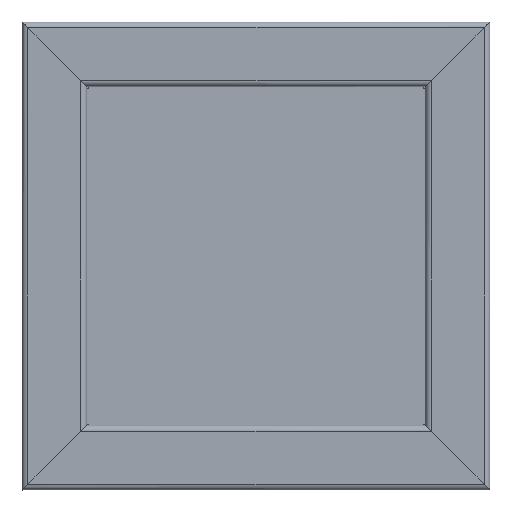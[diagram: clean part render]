
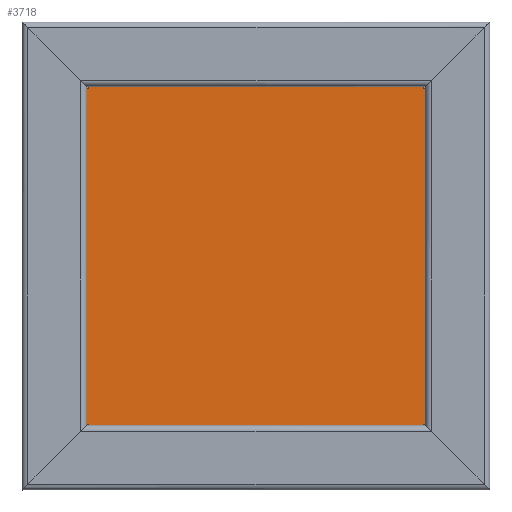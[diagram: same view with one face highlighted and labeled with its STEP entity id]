
A CAD part, top view. The second image highlights one B-rep face of the part: STEP entity #3718.
In plain terms, the highlighted planar face has unit normal (0, 0, 1).
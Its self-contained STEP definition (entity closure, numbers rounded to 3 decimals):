
#98=PLANE('',#3994);
#296=FACE_OUTER_BOUND('',#512,.T.);
#512=EDGE_LOOP('',(#2641,#2642,#2643,#2644,#2645,#2646,#2647,#2648,#2649,
#2650,#2651,#2652));
#778=LINE('',#5409,#1222);
#779=LINE('',#5411,#1223);
#780=LINE('',#5413,#1224);
#781=LINE('',#5415,#1225);
#782=LINE('',#5417,#1226);
#783=LINE('',#5419,#1227);
#784=LINE('',#5421,#1228);
#785=LINE('',#5423,#1229);
#786=LINE('',#5425,#1230);
#787=LINE('',#5427,#1231);
#788=LINE('',#5429,#1232);
#789=LINE('',#5430,#1233);
#1222=VECTOR('',#4422,10.);
#1223=VECTOR('',#4423,10.);
#1224=VECTOR('',#4424,10.);
#1225=VECTOR('',#4425,10.);
#1226=VECTOR('',#4426,10.);
#1227=VECTOR('',#4427,10.);
#1228=VECTOR('',#4428,10.);
#1229=VECTOR('',#4429,10.);
#1230=VECTOR('',#4430,10.);
#1231=VECTOR('',#4431,10.);
#1232=VECTOR('',#4432,10.);
#1233=VECTOR('',#4433,10.);
#1673=VERTEX_POINT('',#5407);
#1674=VERTEX_POINT('',#5408);
#1675=VERTEX_POINT('',#5410);
#1676=VERTEX_POINT('',#5412);
#1677=VERTEX_POINT('',#5414);
#1678=VERTEX_POINT('',#5416);
#1679=VERTEX_POINT('',#5418);
#1680=VERTEX_POINT('',#5420);
#1681=VERTEX_POINT('',#5422);
#1682=VERTEX_POINT('',#5424);
#1683=VERTEX_POINT('',#5426);
#1684=VERTEX_POINT('',#5428);
#2038=EDGE_CURVE('',#1673,#1674,#778,.T.);
#2039=EDGE_CURVE('',#1674,#1675,#779,.T.);
#2040=EDGE_CURVE('',#1675,#1676,#780,.T.);
#2041=EDGE_CURVE('',#1676,#1677,#781,.T.);
#2042=EDGE_CURVE('',#1677,#1678,#782,.T.);
#2043=EDGE_CURVE('',#1678,#1679,#783,.T.);
#2044=EDGE_CURVE('',#1679,#1680,#784,.T.);
#2045=EDGE_CURVE('',#1680,#1681,#785,.T.);
#2046=EDGE_CURVE('',#1681,#1682,#786,.T.);
#2047=EDGE_CURVE('',#1682,#1683,#787,.T.);
#2048=EDGE_CURVE('',#1683,#1684,#788,.T.);
#2049=EDGE_CURVE('',#1684,#1673,#789,.T.);
#2641=ORIENTED_EDGE('',*,*,#2038,.T.);
#2642=ORIENTED_EDGE('',*,*,#2039,.T.);
#2643=ORIENTED_EDGE('',*,*,#2040,.T.);
#2644=ORIENTED_EDGE('',*,*,#2041,.T.);
#2645=ORIENTED_EDGE('',*,*,#2042,.T.);
#2646=ORIENTED_EDGE('',*,*,#2043,.T.);
#2647=ORIENTED_EDGE('',*,*,#2044,.T.);
#2648=ORIENTED_EDGE('',*,*,#2045,.T.);
#2649=ORIENTED_EDGE('',*,*,#2046,.T.);
#2650=ORIENTED_EDGE('',*,*,#2047,.T.);
#2651=ORIENTED_EDGE('',*,*,#2048,.T.);
#2652=ORIENTED_EDGE('',*,*,#2049,.T.);
#3718=ADVANCED_FACE('',(#296),#98,.T.);
#3994=AXIS2_PLACEMENT_3D('',#5406,#4420,#4421);
#4420=DIRECTION('center_axis',(0.,0.,
1.));
#4421=DIRECTION('ref_axis',(1.,0.,0.));
#4422=DIRECTION('',(1.,0.,0.));
#4423=DIRECTION('',(0.,-1.,0.));
#4424=DIRECTION('',(1.,0.,0.));
#4425=DIRECTION('',(0.,1.,0.));
#4426=DIRECTION('',(1.,0.,0.));
#4427=DIRECTION('',(0.,1.,0.));
#4428=DIRECTION('',(-1.,0.,0.));
#4429=DIRECTION('',(0.,1.,0.));
#4430=DIRECTION('',(-1.,0.,0.));
#4431=DIRECTION('',(0.,-1.,0.));
#4432=DIRECTION('',(-1.,0.,0.));
#4433=DIRECTION('',(0.,-1.,0.));
#5406=CARTESIAN_POINT('Origin',(0.,0.,
243.729));
#5407=CARTESIAN_POINT('',(-317.5,-272.5,243.729));
#5408=CARTESIAN_POINT('',(-272.5,-272.5,243.729));
#5409=CARTESIAN_POINT('',(-362.5,-272.5,243.729));
#5410=CARTESIAN_POINT('',(-272.5,-317.5,243.729));
#5411=CARTESIAN_POINT('',(-272.5,-272.5,243.729));
#5412=CARTESIAN_POINT('',(272.5,-317.5,243.729));
#5413=CARTESIAN_POINT('',(-317.5,-317.5,243.729));
#5414=CARTESIAN_POINT('',(272.5,-272.5,243.729));
#5415=CARTESIAN_POINT('',(272.5,-362.5,243.729));
#5416=CARTESIAN_POINT('',(317.5,-272.5,243.729));
#5417=CARTESIAN_POINT('',(272.5,-272.5,243.729));
#5418=CARTESIAN_POINT('',(317.5,272.5,243.729));
#5419=CARTESIAN_POINT('',(317.5,-317.5,243.729));
#5420=CARTESIAN_POINT('',(272.5,272.5,243.729));
#5421=CARTESIAN_POINT('',(362.5,272.5,243.729));
#5422=CARTESIAN_POINT('',(272.5,317.5,243.729));
#5423=CARTESIAN_POINT('',(272.5,272.5,243.729));
#5424=CARTESIAN_POINT('',(-272.5,317.5,243.729));
#5425=CARTESIAN_POINT('',(317.5,317.5,243.729));
#5426=CARTESIAN_POINT('',(-272.5,272.5,243.729));
#5427=CARTESIAN_POINT('',(-272.5,362.5,243.729));
#5428=CARTESIAN_POINT('',(-317.5,272.5,243.729));
#5429=CARTESIAN_POINT('',(-272.5,272.5,243.729));
#5430=CARTESIAN_POINT('',(-317.5,317.5,243.729));
